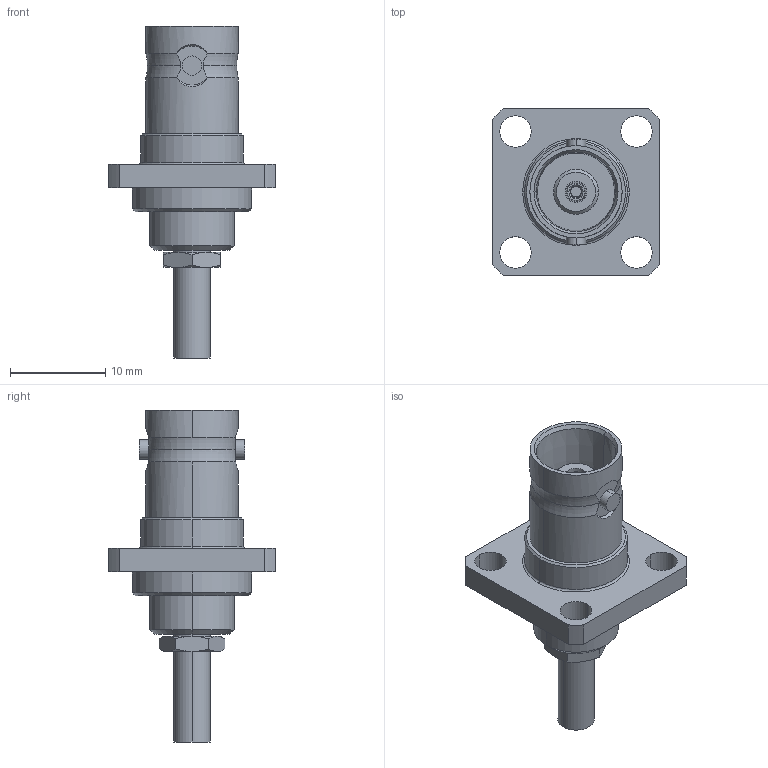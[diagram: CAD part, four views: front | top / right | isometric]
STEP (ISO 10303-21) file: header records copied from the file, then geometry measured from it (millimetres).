
FILE_DESCRIPTION (( 'STEP AP214' ), '1' );
FILE_NAME ('J01001B0041.STEP', '2011-11-04T13:47:36', ( 'markiewicz' ), ( '' ), 'SwSTEP 2.0', 'SolidWorks 2011', '' );
FILE_SCHEMA (( 'AUTOMOTIVE_DESIGN' ));
Length unit declared in the file: millimetre
Products named in the file (1): J01001B0041
Bounding box: 17.5 x 17.5 x 34.85 mm (x, y, z)
Volume: 2155.5 mm3; surface area: 2057.2 mm2
Topology: 1 solids, 1 shells, 158 faces, 377 edges, 241 vertices
Faces by surface type: cylinder 54, cone 48, plane 42, torus 14
Entity records: 6514 total; most frequent: CARTESIAN_POINT 1125, DIRECTION 792, ORIENTED_EDGE 754, EDGE_CURVE 377, AXIS2_PLACEMENT_3D 330, VERTEX_POINT 241, EDGE_LOOP 186, CIRCLE 171
